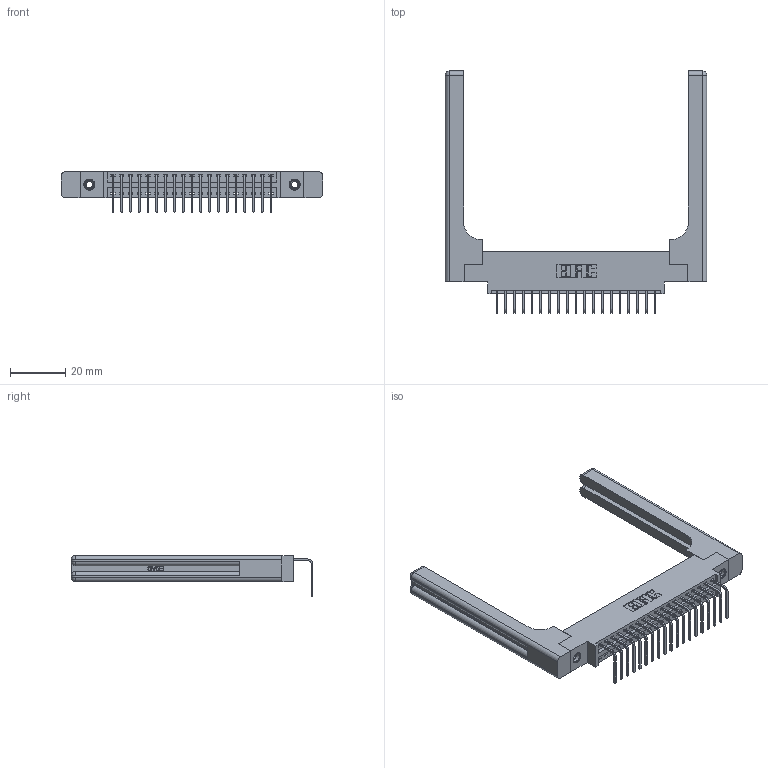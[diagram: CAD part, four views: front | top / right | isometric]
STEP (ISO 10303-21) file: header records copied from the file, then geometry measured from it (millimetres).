
FILE_DESCRIPTION (( 'STEP AP203' ), '1' );
FILE_NAME ('346-019-558-658.STEP', '2022-05-05T15:52:16', ( '' ), ( '' ), 'SwSTEP 2.0', 'SolidWorks 2020', '' );
FILE_SCHEMA (( 'CONFIG_CONTROL_DESIGN' ));
Length unit declared in the file: inch
Products named in the file (5): 346-019-558-658; 345-292-001_558 Tail - 2; 346-220-058_345-220-058; 345-250-001_345-250-001-102; 346 Part_0.170 Offset - 0.156 Dia-TH
Assembly tree (24 placements, depth 2):
  346-019-558-658
    346 Part_0.170 Offset - 0.156 Dia-TH
    345-292-001_558 Tail - 2  x19
    345-250-001_345-250-001-102  x2
    346-220-058_345-220-058  x2
Bounding box: 94.39 x 87.44 x 14.73 mm (x, y, z)
Volume: 16285.4 mm3; surface area: 16449.2 mm2
Topology: 24 solids, 24 shells, 1536 faces, 4501 edges, 2954 vertices
Faces by surface type: plane 1040, cylinder 436, bspline 36, cone 12, sphere 8, torus 4
Entity records: 20702 total; most frequent: CARTESIAN_POINT 4540, ORIENTED_EDGE 3288, DIRECTION 2962, EDGE_CURVE 1644, LINE 1344, VECTOR 1344, VERTEX_POINT 1086, AXIS2_PLACEMENT_3D 809
